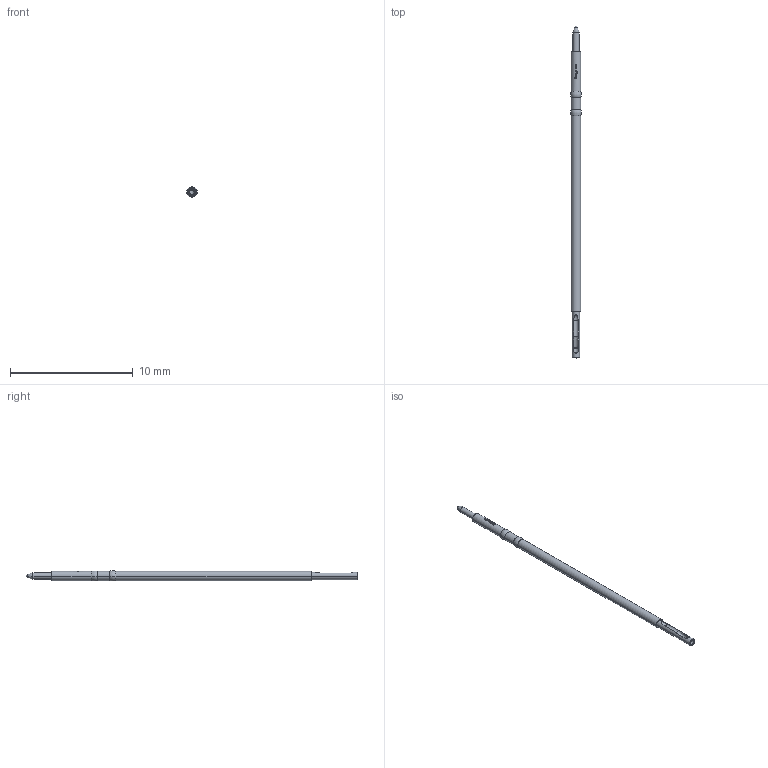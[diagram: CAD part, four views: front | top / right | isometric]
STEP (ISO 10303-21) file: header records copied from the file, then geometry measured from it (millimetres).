
FILE_DESCRIPTION (( 'STEP AP203' ), '1' );
FILE_NAME ('INGUN_KT-S-039_57_27.STEP', '2022-01-25T06:59:15', ( 'ochi' ), ( '' ), 'SwSTEP 2.0', 'SolidWorks 2018', '' );
FILE_SCHEMA (( 'CONFIG_CONTROL_DESIGN' ));
Length unit declared in the file: millimetre
Products named in the file (1): INGUN_KT-S-039_57_27
Bounding box: 0.86 x 27 x 0.85 mm (x, y, z)
Volume: 10.6 mm3; surface area: 62 mm2
Topology: 1 solids, 1 shells, 105 faces, 267 edges, 172 vertices
Faces by surface type: plane 48, bspline 25, cylinder 20, torus 6, cone 6
Entity records: 3518 total; most frequent: CARTESIAN_POINT 1092, ORIENTED_EDGE 534, DIRECTION 416, EDGE_CURVE 267, VERTEX_POINT 172, AXIS2_PLACEMENT_3D 162, EDGE_LOOP 115, ADVANCED_FACE 105
